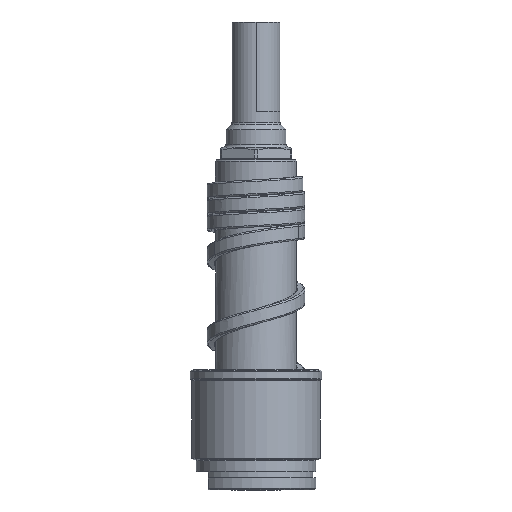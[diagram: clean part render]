
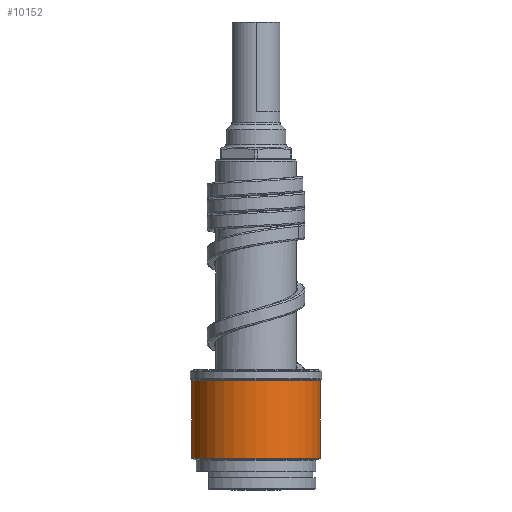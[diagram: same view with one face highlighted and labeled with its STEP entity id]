
A CAD part, front view. The second image highlights one B-rep face of the part: STEP entity #10152.
In plain terms, the highlighted cylindrical face has radius 21.5 mm (diameter 43 mm), a partial arc.
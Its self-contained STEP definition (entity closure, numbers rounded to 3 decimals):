
#2920=CARTESIAN_POINT('',(0.,0.,10.583));
#2921=DIRECTION('',(0.,0.,1.));
#2922=DIRECTION('',(-1.,0.,0.));
#2923=AXIS2_PLACEMENT_3D('',#2920,#2921,#2922);
#2925=DIRECTION('',(0.,0.,-1.));
#2926=VECTOR('',#2925,25.834);
#2927=CARTESIAN_POINT('',(-21.5,0.,36.417));
#2928=LINE('',#2927,#2926);
#2929=CARTESIAN_POINT('',(0.,0.,36.417));
#2930=DIRECTION('',(0.,0.,1.));
#2931=DIRECTION('',(-1.,0.,0.));
#2932=AXIS2_PLACEMENT_3D('',#2929,#2930,#2931);
#2934=DIRECTION('',(0.,0.,-1.));
#2935=VECTOR('',#2934,25.834);
#2936=CARTESIAN_POINT('',(21.5,0.,36.417));
#2937=LINE('',#2936,#2935);
#6088=CARTESIAN_POINT('',(21.5,0.,36.417));
#6089=CARTESIAN_POINT('',(-21.5,0.,36.417));
#6090=VERTEX_POINT('',#6088);
#6091=VERTEX_POINT('',#6089);
#6114=CARTESIAN_POINT('',(21.5,0.,10.583));
#6115=VERTEX_POINT('',#6114);
#6116=CARTESIAN_POINT('',(-21.5,0.,10.583));
#6117=VERTEX_POINT('',#6116);
#10140=CARTESIAN_POINT('',(0.,0.,8.5));
#10141=DIRECTION('',(0.,0.,1.));
#10142=DIRECTION('',(-1.,0.,0.));
#10143=AXIS2_PLACEMENT_3D('',#10140,#10141,#10142);
#10144=CYLINDRICAL_SURFACE('',#10143,21.5);
#10145=ORIENTED_EDGE('',*,*,#10121,.F.);
#10146=ORIENTED_EDGE('',*,*,#10102,.F.);
#10148=ORIENTED_EDGE('',*,*,#10147,.T.);
#10149=ORIENTED_EDGE('',*,*,#10098,.T.);
#10150=EDGE_LOOP('',(#10145,#10146,#10148,#10149));
#10151=FACE_OUTER_BOUND('',#10150,.F.);
#2924=CIRCLE('',#2923,21.5);
#2933=CIRCLE('',#2932,21.5);
#10098=EDGE_CURVE('',#6090,#6115,#2937,.T.);
#10102=EDGE_CURVE('',#6091,#6117,#2928,.T.);
#10121=EDGE_CURVE('',#6117,#6115,#2924,.T.);
#10147=EDGE_CURVE('',#6091,#6090,#2933,.T.);
#10152=ADVANCED_FACE('',(#10151),#10144,.T.);
